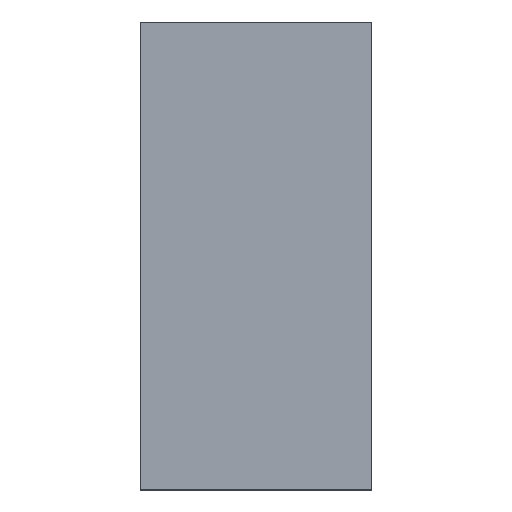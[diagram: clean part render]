
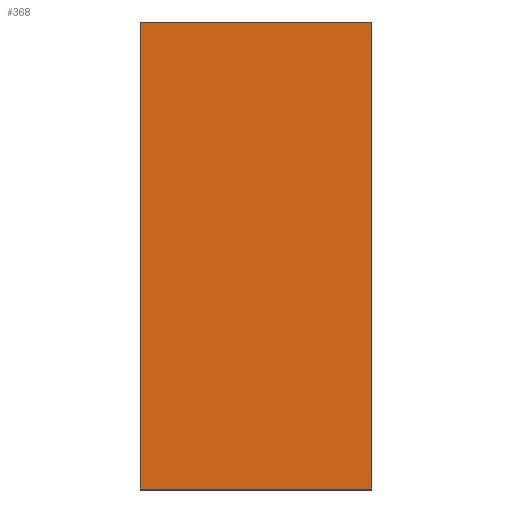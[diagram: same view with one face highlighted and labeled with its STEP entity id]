
A CAD part, top view. The second image highlights one B-rep face of the part: STEP entity #368.
In plain terms, the highlighted planar face has unit normal (0, 0, 1).
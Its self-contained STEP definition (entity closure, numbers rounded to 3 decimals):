
#360=AXIS2_PLACEMENT_3D('Plane Axis2P3D',#357,#358,#359) ;
#178=CARTESIAN_POINT('Vertex',(0.,0.,3.135)) ;
#181=CARTESIAN_POINT('Line Origine',(0.,4.9,3.135)) ;
#185=CARTESIAN_POINT('Vertex',(0.,9.8,3.135)) ;
#205=CARTESIAN_POINT('Line Origine',(2.425,9.8,3.135)) ;
#209=CARTESIAN_POINT('Vertex',(4.85,9.8,3.135)) ;
#229=CARTESIAN_POINT('Line Origine',(4.85,4.9,3.135)) ;
#233=CARTESIAN_POINT('Vertex',(4.85,0.,3.135)) ;
#253=CARTESIAN_POINT('Line Origine',(2.425,0.,3.135)) ;
#357=CARTESIAN_POINT('Axis2P3D Location',(2.425,0.,3.135)) ;
#182=DIRECTION('Vector Direction',(0.,1.,0.)) ;
#206=DIRECTION('Vector Direction',(-1.,0.,0.)) ;
#230=DIRECTION('Vector Direction',(0.,1.,0.)) ;
#254=DIRECTION('Vector Direction',(-1.,0.,0.)) ;
#358=DIRECTION('Axis2P3D Direction',(0.,-0.,1.)) ;
#359=DIRECTION('Axis2P3D XDirection',(0.,1.,0.)) ;
#183=VECTOR('Line Direction',#182,1.) ;
#207=VECTOR('Line Direction',#206,1.) ;
#231=VECTOR('Line Direction',#230,1.) ;
#255=VECTOR('Line Direction',#254,1.) ;
#363=ORIENTED_EDGE('',*,*,#187,.T.) ;
#364=ORIENTED_EDGE('',*,*,#257,.F.) ;
#365=ORIENTED_EDGE('',*,*,#235,.F.) ;
#366=ORIENTED_EDGE('',*,*,#211,.T.) ;
#368=ADVANCED_FACE('S3D - gedreht',(#367),#361,.T.) ;
#187=EDGE_CURVE('',#186,#179,#184,.F.) ;
#211=EDGE_CURVE('',#210,#186,#208,.T.) ;
#235=EDGE_CURVE('',#210,#234,#232,.F.) ;
#257=EDGE_CURVE('',#234,#179,#256,.T.) ;
#362=EDGE_LOOP('',(#363,#364,#365,#366)) ;
#367=FACE_OUTER_BOUND('',#362,.T.) ;
#184=LINE('Line',#181,#183) ;
#208=LINE('Line',#205,#207) ;
#232=LINE('Line',#229,#231) ;
#256=LINE('Line',#253,#255) ;
#361=PLANE('',#360) ;
#179=VERTEX_POINT('',#178) ;
#186=VERTEX_POINT('',#185) ;
#210=VERTEX_POINT('',#209) ;
#234=VERTEX_POINT('',#233) ;
